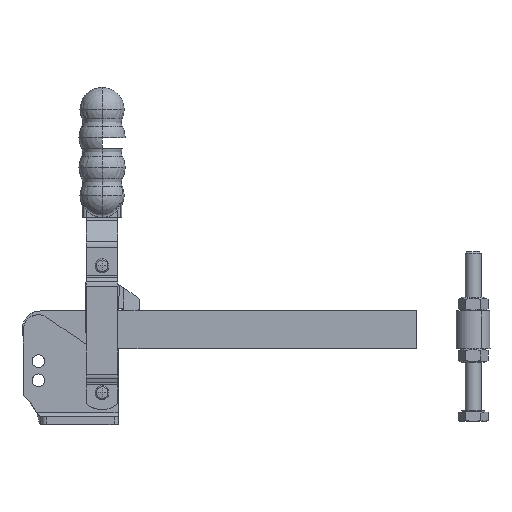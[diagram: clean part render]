
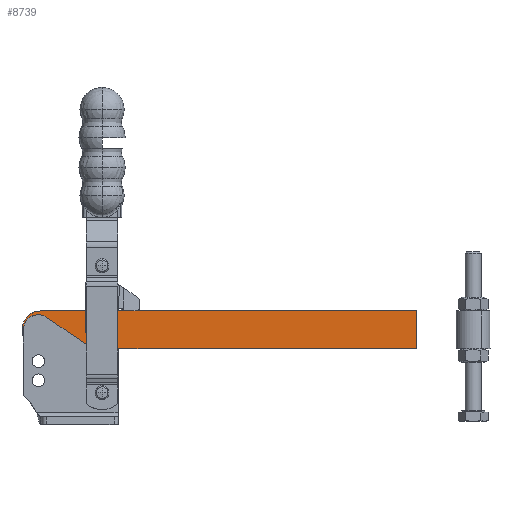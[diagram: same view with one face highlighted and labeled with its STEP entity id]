
A CAD part, top view. The second image highlights one B-rep face of the part: STEP entity #8739.
In plain terms, the highlighted planar face has unit normal (0, 0, 1).
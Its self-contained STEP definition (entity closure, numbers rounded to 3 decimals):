
#6676=AXIS2_PLACEMENT_3D('Circle Axis2P3D',#6674,#6675,$) ;
#6774=AXIS2_PLACEMENT_3D('Circle Axis2P3D',#6772,#6773,$) ;
#6779=AXIS2_PLACEMENT_3D('Circle Axis2P3D',#6777,#6778,$) ;
#7006=AXIS2_PLACEMENT_3D('Circle Axis2P3D',#7004,#7005,$) ;
#8673=AXIS2_PLACEMENT_3D('Plane Axis2P3D',#8670,#8671,#8672) ;
#8677=AXIS2_PLACEMENT_3D('Circle Axis2P3D',#8675,#8676,$) ;
#8696=AXIS2_PLACEMENT_3D('Circle Axis2P3D',#8694,#8695,$) ;
#8703=AXIS2_PLACEMENT_3D('Circle Axis2P3D',#8701,#8702,$) ;
#8710=AXIS2_PLACEMENT_3D('Circle Axis2P3D',#8708,#8709,$) ;
#5310=CARTESIAN_POINT('Vertex',(21.584,46.888,6.355)) ;
#5312=CARTESIAN_POINT('Vertex',(19.278,46.888,6.355)) ;
#5357=CARTESIAN_POINT('Vertex',(-26.011,52.972,6.355)) ;
#5380=CARTESIAN_POINT('Vertex',(8.732,46.888,6.355)) ;
#6637=CARTESIAN_POINT('Line Origine',(96.599,46.891,6.355)) ;
#6641=CARTESIAN_POINT('Vertex',(171.615,46.894,6.355)) ;
#6644=CARTESIAN_POINT('Line Origine',(14.005,46.888,6.355)) ;
#6674=CARTESIAN_POINT('Axis2P3D Location',(-17.146,56.386,6.355)) ;
#6678=CARTESIAN_POINT('Vertex',(-17.146,65.886,6.355)) ;
#6699=CARTESIAN_POINT('Line Origine',(-5.878,65.887,6.355)) ;
#6703=CARTESIAN_POINT('Vertex',(5.39,65.887,6.355)) ;
#6710=CARTESIAN_POINT('Vertex',(21.39,65.888,6.355)) ;
#6713=CARTESIAN_POINT('Line Origine',(96.502,65.891,6.355)) ;
#6717=CARTESIAN_POINT('Vertex',(171.614,65.894,6.355)) ;
#6739=CARTESIAN_POINT('Line Origine',(171.614,56.394,6.355)) ;
#6769=CARTESIAN_POINT('Vertex',(19.978,47.413,6.355)) ;
#6772=CARTESIAN_POINT('Axis2P3D Location',(14.004,54.656,6.355)) ;
#6777=CARTESIAN_POINT('Axis2P3D Location',(14.004,54.656,6.355)) ;
#6781=CARTESIAN_POINT('Vertex',(8.686,46.919,6.355)) ;
#6816=CARTESIAN_POINT('Vertex',(-26.011,56.386,6.355)) ;
#6819=CARTESIAN_POINT('Line Origine',(-26.011,54.679,6.355)) ;
#7004=CARTESIAN_POINT('Axis2P3D Location',(20.614,46.641,6.355)) ;
#8670=CARTESIAN_POINT('Axis2P3D Location',(46.897,56.389,6.355)) ;
#8675=CARTESIAN_POINT('Axis2P3D Location',(-18.446,56.386,6.355)) ;
#8679=CARTESIAN_POINT('Vertex',(-14.161,62.621,6.355)) ;
#8682=CARTESIAN_POINT('Line Origine',(-2.737,54.77,6.355)) ;
#8687=CARTESIAN_POINT('Line Origine',(21.349,61.327,6.355)) ;
#8691=CARTESIAN_POINT('Vertex',(21.308,56.766,6.355)) ;
#8694=CARTESIAN_POINT('Axis2P3D Location',(13.309,56.838,6.355)) ;
#8698=CARTESIAN_POINT('Vertex',(18.914,51.13,6.355)) ;
#8701=CARTESIAN_POINT('Axis2P3D Location',(13.309,56.838,6.355)) ;
#8705=CARTESIAN_POINT('Vertex',(7.601,51.232,6.355)) ;
#8708=CARTESIAN_POINT('Axis2P3D Location',(13.309,56.838,6.355)) ;
#8712=CARTESIAN_POINT('Vertex',(5.309,56.91,6.355)) ;
#8715=CARTESIAN_POINT('Line Origine',(5.349,61.399,6.355)) ;
#6638=DIRECTION('Vector Direction',(-1.,0.,0.)) ;
#6645=DIRECTION('Vector Direction',(-1.,0.,0.)) ;
#6675=DIRECTION('Axis2P3D Direction',(0.,0.,1.)) ;
#6700=DIRECTION('Vector Direction',(1.,0.,0.)) ;
#6714=DIRECTION('Vector Direction',(1.,0.,0.)) ;
#6740=DIRECTION('Vector Direction',(0.,-1.,0.)) ;
#6773=DIRECTION('Axis2P3D Direction',(0.,0.,1.)) ;
#6778=DIRECTION('Axis2P3D Direction',(0.,0.,1.)) ;
#6820=DIRECTION('Vector Direction',(0.,-1.,0.)) ;
#7005=DIRECTION('Axis2P3D Direction',(0.,0.,1.)) ;
#8671=DIRECTION('Axis2P3D Direction',(0.,0.,1.)) ;
#8672=DIRECTION('Axis2P3D XDirection',(1.,0.,0.)) ;
#8676=DIRECTION('Axis2P3D Direction',(0.,0.,1.)) ;
#8683=DIRECTION('Vector Direction',(-0.824,0.566,0.)) ;
#8688=DIRECTION('Vector Direction',(-0.009,-1.,0.)) ;
#8695=DIRECTION('Axis2P3D Direction',(0.,0.,1.)) ;
#8702=DIRECTION('Axis2P3D Direction',(0.,0.,1.)) ;
#8709=DIRECTION('Axis2P3D Direction',(0.,0.,1.)) ;
#8716=DIRECTION('Vector Direction',(0.009,1.,0.)) ;
#6639=VECTOR('Line Direction',#6638,1.) ;
#6646=VECTOR('Line Direction',#6645,1.) ;
#6701=VECTOR('Line Direction',#6700,1.) ;
#6715=VECTOR('Line Direction',#6714,1.) ;
#6741=VECTOR('Line Direction',#6740,1.) ;
#6821=VECTOR('Line Direction',#6820,1.) ;
#8684=VECTOR('Line Direction',#8683,1.) ;
#8689=VECTOR('Line Direction',#8688,1.) ;
#8717=VECTOR('Line Direction',#8716,1.) ;
#8721=ORIENTED_EDGE('',*,*,#6705,.F.) ;
#8722=ORIENTED_EDGE('',*,*,#6680,.F.) ;
#8723=ORIENTED_EDGE('',*,*,#6823,.F.) ;
#8724=ORIENTED_EDGE('',*,*,#8681,.F.) ;
#8725=ORIENTED_EDGE('',*,*,#8686,.F.) ;
#8726=ORIENTED_EDGE('',*,*,#6783,.F.) ;
#8727=ORIENTED_EDGE('',*,*,#6648,.F.) ;
#8728=ORIENTED_EDGE('',*,*,#6776,.F.) ;
#8729=ORIENTED_EDGE('',*,*,#7008,.F.) ;
#8730=ORIENTED_EDGE('',*,*,#6643,.F.) ;
#8731=ORIENTED_EDGE('',*,*,#6743,.F.) ;
#8732=ORIENTED_EDGE('',*,*,#6719,.F.) ;
#8733=ORIENTED_EDGE('',*,*,#8693,.T.) ;
#8734=ORIENTED_EDGE('',*,*,#8700,.T.) ;
#8735=ORIENTED_EDGE('',*,*,#8707,.T.) ;
#8736=ORIENTED_EDGE('',*,*,#8714,.T.) ;
#8737=ORIENTED_EDGE('',*,*,#8719,.T.) ;
#8739=ADVANCED_FACE('VERTIKALSPANNER_TS_V_290_WB_L150_357862',(#8738),#8674,.T.) ;
#6677=CIRCLE('generated circle',#6676,9.5) ;
#6775=CIRCLE('generated circle',#6774,9.389) ;
#6780=CIRCLE('generated circle',#6779,9.389) ;
#7007=CIRCLE('generated circle',#7006,1.) ;
#8678=CIRCLE('generated circle',#8677,7.565) ;
#8697=CIRCLE('generated circle',#8696,8.) ;
#8704=CIRCLE('generated circle',#8703,8.) ;
#8711=CIRCLE('generated circle',#8710,8.) ;
#6643=EDGE_CURVE('',#6642,#5311,#6640,.T.) ;
#6648=EDGE_CURVE('',#5313,#5381,#6647,.T.) ;
#6680=EDGE_CURVE('',#5358,#6679,#6677,.F.) ;
#6705=EDGE_CURVE('',#6679,#6704,#6702,.T.) ;
#6719=EDGE_CURVE('',#6711,#6718,#6716,.T.) ;
#6743=EDGE_CURVE('',#6718,#6642,#6742,.T.) ;
#6776=EDGE_CURVE('',#6770,#5313,#6775,.F.) ;
#6783=EDGE_CURVE('',#5381,#6782,#6780,.F.) ;
#6823=EDGE_CURVE('',#6817,#5358,#6822,.T.) ;
#7008=EDGE_CURVE('',#5311,#6770,#7007,.T.) ;
#8681=EDGE_CURVE('',#8680,#6817,#8678,.T.) ;
#8686=EDGE_CURVE('',#6782,#8680,#8685,.T.) ;
#8693=EDGE_CURVE('',#6711,#8692,#8690,.T.) ;
#8700=EDGE_CURVE('',#8692,#8699,#8697,.F.) ;
#8707=EDGE_CURVE('',#8699,#8706,#8704,.F.) ;
#8714=EDGE_CURVE('',#8706,#8713,#8711,.F.) ;
#8719=EDGE_CURVE('',#8713,#6704,#8718,.T.) ;
#8720=EDGE_LOOP('',(#8721,#8722,#8723,#8724,#8725,#8726,#8727,#8728,#8729,#8730,#8731,#8732,#8733,#8734,#8735,#8736,#8737)) ;
#8738=FACE_OUTER_BOUND('',#8720,.T.) ;
#6640=LINE('Line',#6637,#6639) ;
#6647=LINE('Line',#6644,#6646) ;
#6702=LINE('Line',#6699,#6701) ;
#6716=LINE('Line',#6713,#6715) ;
#6742=LINE('Line',#6739,#6741) ;
#6822=LINE('Line',#6819,#6821) ;
#8685=LINE('Line',#8682,#8684) ;
#8690=LINE('Line',#8687,#8689) ;
#8718=LINE('Line',#8715,#8717) ;
#8674=PLANE('Plane',#8673) ;
#5311=VERTEX_POINT('',#5310) ;
#5313=VERTEX_POINT('',#5312) ;
#5358=VERTEX_POINT('',#5357) ;
#5381=VERTEX_POINT('',#5380) ;
#6642=VERTEX_POINT('',#6641) ;
#6679=VERTEX_POINT('',#6678) ;
#6704=VERTEX_POINT('',#6703) ;
#6711=VERTEX_POINT('',#6710) ;
#6718=VERTEX_POINT('',#6717) ;
#6770=VERTEX_POINT('',#6769) ;
#6782=VERTEX_POINT('',#6781) ;
#6817=VERTEX_POINT('',#6816) ;
#8680=VERTEX_POINT('',#8679) ;
#8692=VERTEX_POINT('',#8691) ;
#8699=VERTEX_POINT('',#8698) ;
#8706=VERTEX_POINT('',#8705) ;
#8713=VERTEX_POINT('',#8712) ;
